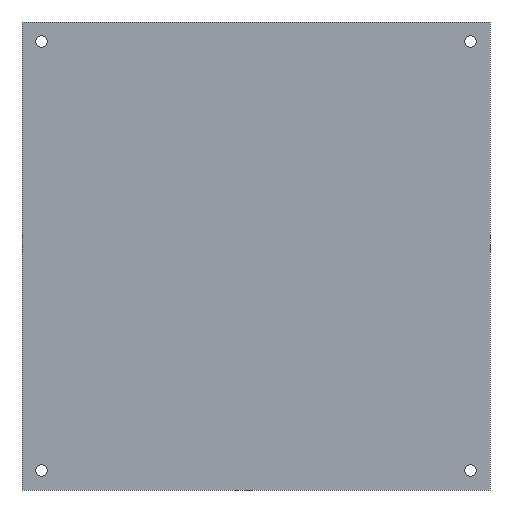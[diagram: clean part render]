
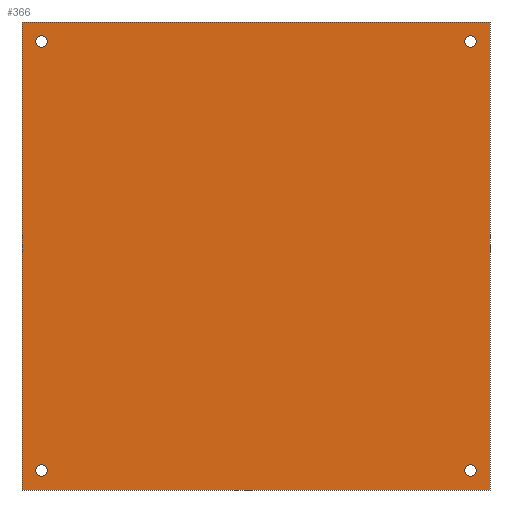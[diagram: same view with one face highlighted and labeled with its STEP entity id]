
A CAD part, front view. The second image highlights one B-rep face of the part: STEP entity #366.
In plain terms, the highlighted planar face has unit normal (0, -1, 0).
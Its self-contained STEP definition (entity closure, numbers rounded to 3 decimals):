
#23=FACE_BOUND('',#75,.T.);
#24=FACE_BOUND('',#76,.T.);
#25=FACE_BOUND('',#77,.T.);
#26=FACE_BOUND('',#78,.T.);
#31=CIRCLE('',#382,1.46);
#32=CIRCLE('',#384,1.46);
#33=CIRCLE('',#386,1.46);
#34=CIRCLE('',#388,1.46);
#52=FACE_OUTER_BOUND('',#74,.T.);
#74=EDGE_LOOP('',(#327,#328,#329,#330));
#75=EDGE_LOOP('',(#331));
#76=EDGE_LOOP('',(#332));
#77=EDGE_LOOP('',(#333));
#78=EDGE_LOOP('',(#334));
#112=LINE('',#574,#152);
#114=LINE('',#578,#154);
#116=LINE('',#582,#156);
#118=LINE('',#585,#158);
#152=VECTOR('',#472,10.);
#154=VECTOR('',#476,10.);
#156=VECTOR('',#480,10.);
#158=VECTOR('',#484,10.);
#183=VERTEX_POINT('',#555);
#184=VERTEX_POINT('',#559);
#185=VERTEX_POINT('',#563);
#186=VERTEX_POINT('',#567);
#187=VERTEX_POINT('',#571);
#188=VERTEX_POINT('',#573);
#189=VERTEX_POINT('',#577);
#190=VERTEX_POINT('',#581);
#224=EDGE_CURVE('',#183,#183,#31,.T.);
#226=EDGE_CURVE('',#184,#184,#32,.T.);
#228=EDGE_CURVE('',#185,#185,#33,.T.);
#230=EDGE_CURVE('',#186,#186,#34,.T.);
#232=EDGE_CURVE('',#188,#187,#112,.T.);
#234=EDGE_CURVE('',#187,#189,#114,.T.);
#236=EDGE_CURVE('',#189,#190,#116,.T.);
#238=EDGE_CURVE('',#190,#188,#118,.T.);
#327=ORIENTED_EDGE('',*,*,#238,.T.);
#328=ORIENTED_EDGE('',*,*,#232,.T.);
#329=ORIENTED_EDGE('',*,*,#234,.T.);
#330=ORIENTED_EDGE('',*,*,#236,.T.);
#331=ORIENTED_EDGE('',*,*,#230,.F.);
#332=ORIENTED_EDGE('',*,*,#228,.F.);
#333=ORIENTED_EDGE('',*,*,#226,.F.);
#334=ORIENTED_EDGE('',*,*,#224,.F.);
#348=PLANE('',#394);
#366=ADVANCED_FACE('',(#52,#23,#24,#25,#26),#348,.F.);
#382=AXIS2_PLACEMENT_3D('',#557,#452,#453);
#384=AXIS2_PLACEMENT_3D('',#561,#457,#458);
#386=AXIS2_PLACEMENT_3D('',#565,#462,#463);
#388=AXIS2_PLACEMENT_3D('',#569,#467,#468);
#394=AXIS2_PLACEMENT_3D('',#587,#487,#488);
#452=DIRECTION('center_axis',(0.,-1.,0.));
#453=DIRECTION('ref_axis',(1.,0.,0.));
#457=DIRECTION('center_axis',(0.,-1.,0.));
#458=DIRECTION('ref_axis',(1.,0.,0.));
#462=DIRECTION('center_axis',(0.,-1.,0.));
#463=DIRECTION('ref_axis',(1.,0.,0.));
#467=DIRECTION('center_axis',(0.,-1.,0.));
#468=DIRECTION('ref_axis',(1.,0.,0.));
#472=DIRECTION('',(0.,0.,-1.));
#476=DIRECTION('',(1.,0.,0.));
#480=DIRECTION('',(0.,0.,1.));
#484=DIRECTION('',(-1.,0.,0.));
#487=DIRECTION('center_axis',(0.,1.,0.));
#488=DIRECTION('ref_axis',(1.,0.,0.));
#555=CARTESIAN_POINT('',(-6.46,0.,-5.));
#557=CARTESIAN_POINT('Origin',(-5.,0.,-5.));
#559=CARTESIAN_POINT('',(103.56,0.,-5.));
#561=CARTESIAN_POINT('Origin',(105.02,0.,-5.));
#563=CARTESIAN_POINT('',(103.56,0.,105.02));
#565=CARTESIAN_POINT('Origin',(105.02,0.,105.02));
#567=CARTESIAN_POINT('',(-6.46,0.,105.02));
#569=CARTESIAN_POINT('Origin',(-5.,0.,105.02));
#571=CARTESIAN_POINT('',(-10.,0.,-10.));
#573=CARTESIAN_POINT('',(-10.,0.,110.02));
#574=CARTESIAN_POINT('',(-10.,0.,110.02));
#577=CARTESIAN_POINT('',(110.02,0.,-10.));
#578=CARTESIAN_POINT('',(-10.,0.,-10.));
#581=CARTESIAN_POINT('',(110.02,0.,110.02));
#582=CARTESIAN_POINT('',(110.02,0.,-10.));
#585=CARTESIAN_POINT('',(110.02,0.,110.02));
#587=CARTESIAN_POINT('Origin',(50.01,0.,50.01));
